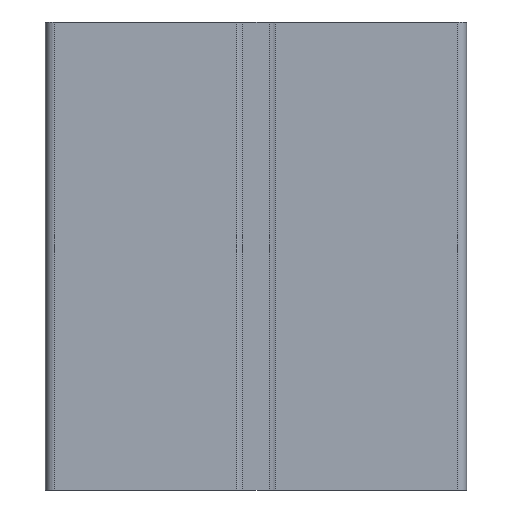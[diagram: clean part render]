
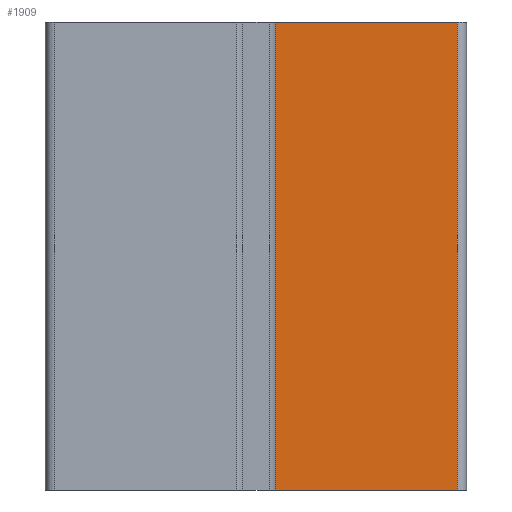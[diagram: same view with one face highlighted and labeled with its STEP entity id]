
A CAD part, front view. The second image highlights one B-rep face of the part: STEP entity #1909.
In plain terms, the highlighted planar face has unit normal (0, -1, 0).
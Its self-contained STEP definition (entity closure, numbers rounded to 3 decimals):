
#662=CARTESIAN_POINT('',(43.,-9.25,0.0));
#663=VERTEX_POINT('',#662);
#671=CARTESIAN_POINT('',(4.1,-9.25,0.0));
#672=VERTEX_POINT('',#671);
#673=CARTESIAN_POINT('',(43.,-9.25,0.0));
#674=DIRECTION('',(-1.0,0.0,0.0));
#675=VECTOR('',#674,38.9);
#676=LINE('',#673,#675);
#677=EDGE_CURVE('',#663,#672,#676,.T.);
#1750=CARTESIAN_POINT('',(4.1,-9.25,100.0));
#1751=VERTEX_POINT('',#1750);
#1752=CARTESIAN_POINT('',(4.1,-9.25,100.0));
#1753=DIRECTION('',(0.0,0.0,-1.0));
#1754=VECTOR('',#1753,100.0);
#1755=LINE('',#1752,#1754);
#1756=EDGE_CURVE('',#1751,#672,#1755,.T.);
#1806=CARTESIAN_POINT('',(43.,-9.25,100.0));
#1807=VERTEX_POINT('',#1806);
#1808=CARTESIAN_POINT('',(43.,-9.25,100.0));
#1809=DIRECTION('',(-1.0,0.0,0.0));
#1810=VECTOR('',#1809,38.9);
#1811=LINE('',#1808,#1810);
#1812=EDGE_CURVE('',#1807,#1751,#1811,.T.);
#1893=CARTESIAN_POINT('',(-4.1,-9.25,0.0));
#1894=DIRECTION('',(0.0,-1.0,0.0));
#1895=DIRECTION('',(0.0,0.0,-1.0));
#1896=AXIS2_PLACEMENT_3D('',#1893,#1894,#1895);
#1897=PLANE('',#1896);
#1898=ORIENTED_EDGE('',*,*,#1756,.T.);
#1899=ORIENTED_EDGE('',*,*,#677,.F.);
#1900=CARTESIAN_POINT('',(43.,-9.25,0.0));
#1901=DIRECTION('',(0.0,0.0,1.0));
#1902=VECTOR('',#1901,100.0);
#1903=LINE('',#1900,#1902);
#1904=EDGE_CURVE('',#663,#1807,#1903,.T.);
#1905=ORIENTED_EDGE('',*,*,#1904,.T.);
#1906=ORIENTED_EDGE('',*,*,#1812,.T.);
#1907=EDGE_LOOP('',(#1898,#1899,#1905,#1906));
#1908=FACE_OUTER_BOUND('',#1907,.T.);
#1909=ADVANCED_FACE('',(#1908),#1897,.T.);
